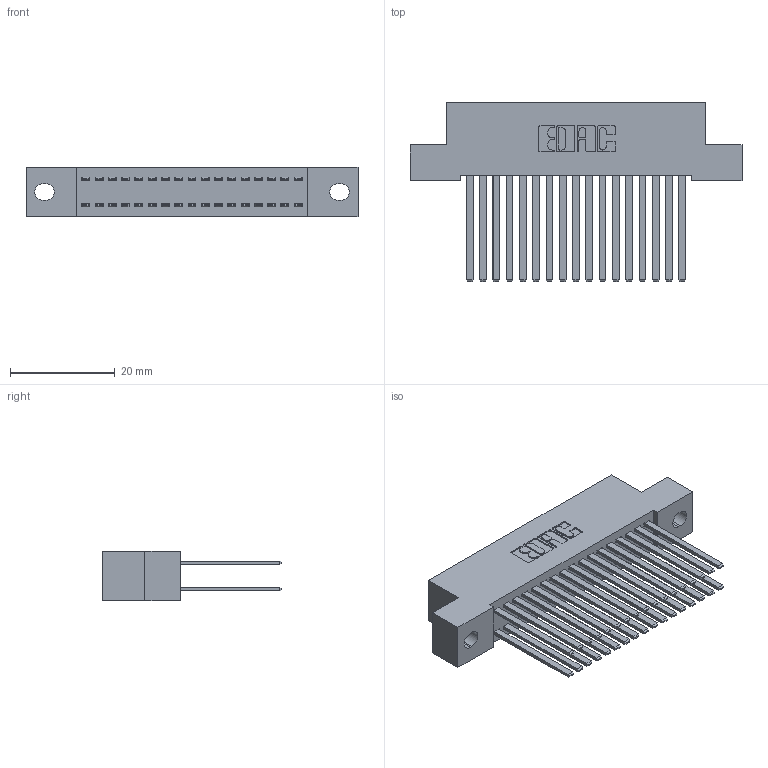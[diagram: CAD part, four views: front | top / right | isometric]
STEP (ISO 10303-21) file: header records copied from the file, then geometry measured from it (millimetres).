
FILE_DESCRIPTION (( 'STEP AP203' ), '1' );
FILE_NAME ('392-034-544-202.STEP', '2019-10-07T16:06:26', ( '' ), ( '' ), 'SwSTEP 2.0', 'SolidWorks 2016', '' );
FILE_SCHEMA (( 'CONFIG_CONTROL_DESIGN' ));
Length unit declared in the file: inch
Products named in the file (3): 342 Part_.128 Slot; 345-292-001_345-293-144; 392-034-544-202
Assembly tree (35 placements, depth 2):
  392-034-544-202
    342 Part_.128 Slot
    345-292-001_345-293-144  x34
Bounding box: 63.5 x 34.3 x 9.4 mm (x, y, z)
Volume: 6011.6 mm3; surface area: 10248.8 mm2
Topology: 35 solids, 35 shells, 1678 faces, 4969 edges, 3266 vertices
Faces by surface type: plane 1158, cylinder 520
Entity records: 13989 total; most frequent: CARTESIAN_POINT 2346, ORIENTED_EDGE 2282, DIRECTION 2045, EDGE_CURVE 1141, LINE 1017, VECTOR 1017, VERTEX_POINT 758, AXIS2_PLACEMENT_3D 514
